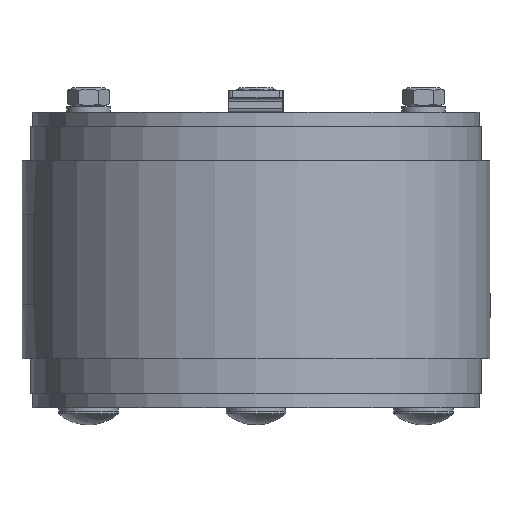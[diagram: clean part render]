
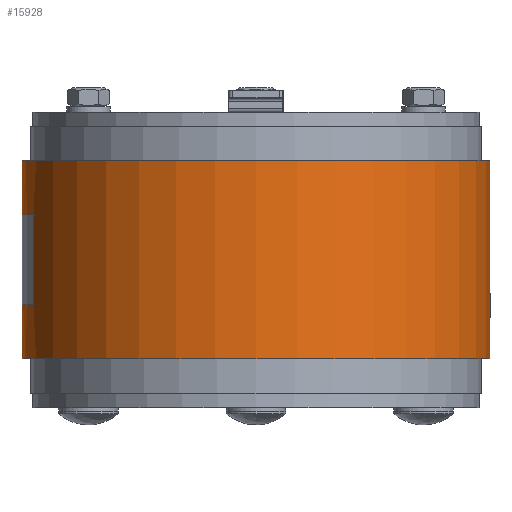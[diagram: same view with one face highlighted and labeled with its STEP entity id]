
A CAD part, front view. The second image highlights one B-rep face of the part: STEP entity #15928.
In plain terms, the highlighted cylindrical face has radius 65 mm (diameter 130 mm), a partial arc.
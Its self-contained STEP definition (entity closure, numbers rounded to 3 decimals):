
#1970=LINE('',#26694,#3696);
#1977=LINE('',#26711,#3703);
#1987=LINE('',#26730,#3713);
#1996=LINE('',#26756,#3722);
#1997=LINE('',#26760,#3723);
#1998=LINE('',#26763,#3724);
#3696=VECTOR('',#20311,25.);
#3703=VECTOR('',#20328,15.);
#3713=VECTOR('',#20348,15.);
#3722=VECTOR('',#20377,15.);
#3723=VECTOR('',#20380,25.);
#3724=VECTOR('',#20383,15.);
#5766=FACE_OUTER_BOUND('',#6709,.T.);
#6709=EDGE_LOOP('',(#14865,#14866,#14867,#14868,#14869,#14870,#14871,#14872,
#14873,#14874,#14875,#14876,#14877,#14878));
#6898=CIRCLE('',#16827,65.);
#6900=CIRCLE('',#16830,65.);
#6902=CIRCLE('',#16833,65.);
#6904=CIRCLE('',#16837,65.);
#6906=CIRCLE('',#16850,65.);
#6909=CIRCLE('',#16854,65.);
#6910=CIRCLE('',#16856,65.);
#6911=CIRCLE('',#16857,65.);
#8336=VERTEX_POINT('',#26666);
#8337=VERTEX_POINT('',#26667);
#8340=VERTEX_POINT('',#26675);
#8341=VERTEX_POINT('',#26676);
#8344=VERTEX_POINT('',#26684);
#8345=VERTEX_POINT('',#26685);
#8348=VERTEX_POINT('',#26693);
#8350=VERTEX_POINT('',#26699);
#8360=VERTEX_POINT('',#26743);
#8363=VERTEX_POINT('',#26751);
#8364=VERTEX_POINT('',#26755);
#8365=VERTEX_POINT('',#26757);
#8366=VERTEX_POINT('',#26759);
#8367=VERTEX_POINT('',#26761);
#10501=EDGE_CURVE('',#8336,#8337,#6898,.T.);
#10505=EDGE_CURVE('',#8340,#8341,#6900,.T.);
#10509=EDGE_CURVE('',#8344,#8345,#6902,.T.);
#10513=EDGE_CURVE('',#8345,#8348,#1970,.T.);
#10516=EDGE_CURVE('',#8348,#8350,#6904,.T.);
#10522=EDGE_CURVE('',#8336,#8350,#1977,.T.);
#10532=EDGE_CURVE('',#8344,#8341,#1987,.T.);
#10539=EDGE_CURVE('',#8360,#8340,#6906,.T.);
#10544=EDGE_CURVE('',#8337,#8363,#6909,.T.);
#10545=EDGE_CURVE('',#8363,#8364,#1996,.T.);
#10546=EDGE_CURVE('',#8364,#8365,#6910,.T.);
#10547=EDGE_CURVE('',#8365,#8366,#1997,.T.);
#10548=EDGE_CURVE('',#8366,#8367,#6911,.T.);
#10549=EDGE_CURVE('',#8367,#8360,#1998,.T.);
#14865=ORIENTED_EDGE('',*,*,#10544,.T.);
#14866=ORIENTED_EDGE('',*,*,#10545,.T.);
#14867=ORIENTED_EDGE('',*,*,#10546,.T.);
#14868=ORIENTED_EDGE('',*,*,#10547,.T.);
#14869=ORIENTED_EDGE('',*,*,#10548,.T.);
#14870=ORIENTED_EDGE('',*,*,#10549,.T.);
#14871=ORIENTED_EDGE('',*,*,#10539,.T.);
#14872=ORIENTED_EDGE('',*,*,#10505,.T.);
#14873=ORIENTED_EDGE('',*,*,#10532,.F.);
#14874=ORIENTED_EDGE('',*,*,#10509,.T.);
#14875=ORIENTED_EDGE('',*,*,#10513,.T.);
#14876=ORIENTED_EDGE('',*,*,#10516,.T.);
#14877=ORIENTED_EDGE('',*,*,#10522,.F.);
#14878=ORIENTED_EDGE('',*,*,#10501,.T.);
#15091=CYLINDRICAL_SURFACE('',#16855,65.);
#15928=ADVANCED_FACE('',(#5766),#15091,.T.);
#16827=AXIS2_PLACEMENT_3D('',#26668,#20287,#20288);
#16830=AXIS2_PLACEMENT_3D('',#26677,#20295,#20296);
#16833=AXIS2_PLACEMENT_3D('',#26686,#20303,#20304);
#16837=AXIS2_PLACEMENT_3D('',#26700,#20316,#20317);
#16850=AXIS2_PLACEMENT_3D('',#26744,#20363,#20364);
#16854=AXIS2_PLACEMENT_3D('',#26753,#20373,#20374);
#16855=AXIS2_PLACEMENT_3D('',#26754,#20375,#20376);
#16856=AXIS2_PLACEMENT_3D('',#26758,#20378,#20379);
#16857=AXIS2_PLACEMENT_3D('',#26762,#20381,#20382);
#20287=DIRECTION('center_axis',(0.,-1.,0.));
#20288=DIRECTION('ref_axis',(0.,0.,-1.));
#20295=DIRECTION('center_axis',(0.,1.,0.));
#20296=DIRECTION('ref_axis',(0.,0.,-1.));
#20303=DIRECTION('center_axis',(0.,-1.,0.));
#20304=DIRECTION('ref_axis',(0.,0.,-1.));
#20311=DIRECTION('',(0.,1.,0.));
#20316=DIRECTION('center_axis',(0.,1.,0.));
#20317=DIRECTION('ref_axis',(0.,0.,-1.));
#20328=DIRECTION('',(0.,-1.,0.));
#20348=DIRECTION('',(0.,-1.,0.));
#20363=DIRECTION('center_axis',(0.,1.,0.));
#20364=DIRECTION('ref_axis',(0.,0.,1.));
#20373=DIRECTION('center_axis',(0.,-1.,0.));
#20374=DIRECTION('ref_axis',(0.,0.,1.));
#20375=DIRECTION('center_axis',(0.,-1.,0.));
#20376=DIRECTION('ref_axis',(0.,0.,1.));
#20377=DIRECTION('',(0.,-1.,0.));
#20378=DIRECTION('center_axis',(0.,-1.,0.));
#20379=DIRECTION('ref_axis',(0.,0.,1.));
#20380=DIRECTION('',(0.,-1.,0.));
#20381=DIRECTION('center_axis',(0.,1.,0.));
#20382=DIRECTION('ref_axis',(-0.315,0.,0.949));
#20383=DIRECTION('',(0.,-1.,0.));
#26666=CARTESIAN_POINT('',(-100.134,27.5,-1.25));
#26667=CARTESIAN_POINT('',(-100.134,27.5,128.75));
#26668=CARTESIAN_POINT('Origin',(-100.134,27.5,63.75));
#26675=CARTESIAN_POINT('',(-100.134,-27.5,128.75));
#26676=CARTESIAN_POINT('',(-100.134,-27.5,-1.25));
#26677=CARTESIAN_POINT('Origin',(-100.134,-27.5,63.75));
#26684=CARTESIAN_POINT('',(-100.134,-12.5,-1.25));
#26685=CARTESIAN_POINT('',(-80.078,-12.5,1.922));
#26686=CARTESIAN_POINT('Origin',(-100.134,-12.5,63.75));
#26693=CARTESIAN_POINT('',(-80.078,12.5,1.922));
#26694=CARTESIAN_POINT('',(-80.078,0.,1.922));
#26699=CARTESIAN_POINT('',(-100.134,12.5,-1.25));
#26700=CARTESIAN_POINT('Origin',(-100.134,12.5,63.75));
#26711=CARTESIAN_POINT('',(-100.134,13.75,-1.25));
#26730=CARTESIAN_POINT('',(-100.134,-6.25,-1.25));
#26743=CARTESIAN_POINT('',(-100.138,-27.5,128.75));
#26744=CARTESIAN_POINT('Origin',(-100.134,-27.5,63.75));
#26751=CARTESIAN_POINT('',(-100.138,27.5,128.75));
#26753=CARTESIAN_POINT('Origin',(-100.134,27.5,63.75));
#26754=CARTESIAN_POINT('Origin',(-100.134,0.,
63.75));
#26755=CARTESIAN_POINT('',(-100.138,12.5,128.75));
#26756=CARTESIAN_POINT('',(-100.138,-27.5,128.75));
#26757=CARTESIAN_POINT('',(-120.585,12.5,125.449));
#26758=CARTESIAN_POINT('Origin',(-100.134,12.5,63.75));
#26759=CARTESIAN_POINT('',(-120.585,-12.5,125.449));
#26760=CARTESIAN_POINT('',(-120.585,-12.5,125.449));
#26761=CARTESIAN_POINT('',(-100.138,-12.5,128.75));
#26762=CARTESIAN_POINT('Origin',(-100.134,-12.5,63.75));
#26763=CARTESIAN_POINT('',(-100.138,-27.5,128.75));
